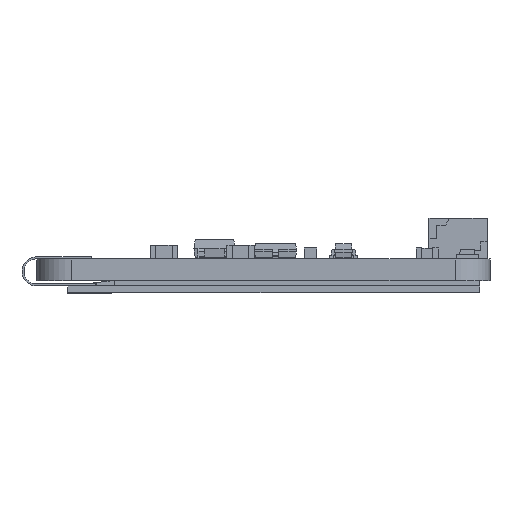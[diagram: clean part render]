
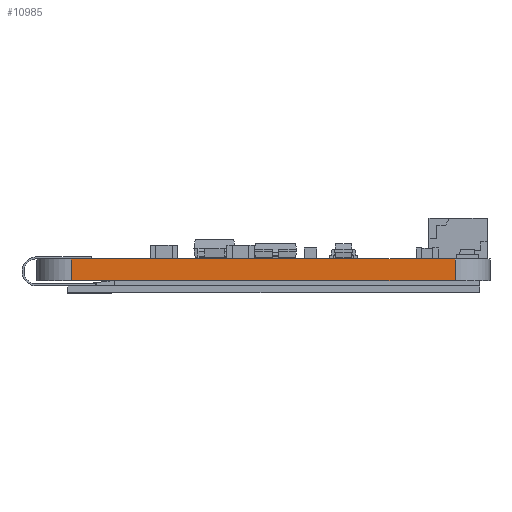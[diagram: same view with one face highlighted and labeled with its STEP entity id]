
A CAD part, front view. The second image highlights one B-rep face of the part: STEP entity #10985.
In plain terms, the highlighted planar face has unit normal (0, -1, 0).
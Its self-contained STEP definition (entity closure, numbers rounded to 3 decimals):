
#195=PLANE('',#11760);
#703=FACE_OUTER_BOUND('',#1293,.T.);
#1293=EDGE_LOOP('',(#7445,#7446,#7447,#7448));
#1928=LINE('',#15641,#3277);
#1929=LINE('',#15643,#3278);
#1930=LINE('',#15645,#3279);
#1931=LINE('',#15646,#3280);
#3277=VECTOR('',#12667,10.);
#3278=VECTOR('',#12668,10.);
#3279=VECTOR('',#12669,10.);
#3280=VECTOR('',#12670,10.);
#4842=VERTEX_POINT('',#15639);
#4843=VERTEX_POINT('',#15640);
#4844=VERTEX_POINT('',#15642);
#4845=VERTEX_POINT('',#15644);
#5872=EDGE_CURVE('',#4842,#4843,#1928,.T.);
#5873=EDGE_CURVE('',#4843,#4844,#1929,.T.);
#5874=EDGE_CURVE('',#4845,#4844,#1930,.T.);
#5875=EDGE_CURVE('',#4842,#4845,#1931,.T.);
#7445=ORIENTED_EDGE('',*,*,#5872,.T.);
#7446=ORIENTED_EDGE('',*,*,#5873,.T.);
#7447=ORIENTED_EDGE('',*,*,#5874,.F.);
#7448=ORIENTED_EDGE('',*,*,#5875,.F.);
#10985=ADVANCED_FACE('',(#703),#195,.T.);
#11760=AXIS2_PLACEMENT_3D('',#15638,#12665,#12666);
#12665=DIRECTION('center_axis',(0.,-1.,0.));
#12666=DIRECTION('ref_axis',(1.,0.,0.));
#12667=DIRECTION('',(1.,0.,0.));
#12668=DIRECTION('',(0.,0.,1.));
#12669=DIRECTION('',(1.,0.,0.));
#12670=DIRECTION('',(0.,0.,1.));
#15638=CARTESIAN_POINT('Origin',(2.54,-0.127,0.));
#15639=CARTESIAN_POINT('',(2.54,-0.127,0.));
#15640=CARTESIAN_POINT('',(30.48,-0.127,0.));
#15641=CARTESIAN_POINT('',(2.54,-0.127,0.));
#15642=CARTESIAN_POINT('',(30.48,-0.127,1.57));
#15643=CARTESIAN_POINT('',(30.48,-0.127,0.));
#15644=CARTESIAN_POINT('',(2.54,-0.127,1.57));
#15645=CARTESIAN_POINT('',(2.54,-0.127,1.57));
#15646=CARTESIAN_POINT('',(2.54,-0.127,0.));
